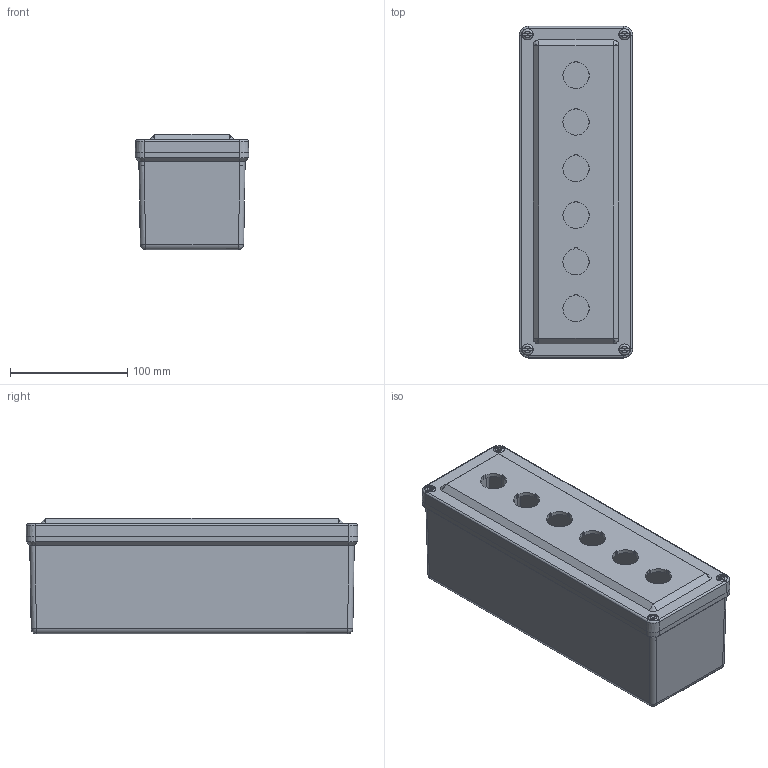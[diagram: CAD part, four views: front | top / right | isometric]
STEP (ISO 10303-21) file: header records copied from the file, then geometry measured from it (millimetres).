
FILE_DESCRIPTION(/* description */ (''),/* implementation_level */ '2;1');
FILE_NAME(/* name */ 'HW-N4X6PB-22.stp',/* time_stamp */ '2014-03-12T10:47:13-05:00',/* author */ ('tburkle'),/* organization */ (''),/* preprocessor_version */ 'ST-DEVELOPER v15.2',/* originating_system */ 'Autodesk Inventor 2014',/* authorisation */ '');
FILE_SCHEMA (('AUTOMOTIVE_DESIGN { 1 0 10303 214 3 1 1 }'));
Length unit declared in the file: inch
Products named in the file (7): 10-24 X 0.4375 DP BRASS INSERT; 10-24x0.75L  combo screw; WPCF1144 BOX; WPCF1144 GASKET; WPCF6PB22 CVR; WPN6U22; CF6PB22_STP
Bounding box: 96.84 x 282.57 x 98.42 mm (x, y, z)
Volume: 473373.5 mm3; surface area: 258977.3 mm2
Topology: 11 solids, 11 shells, 427 faces, 1096 edges, 700 vertices
Faces by surface type: plane 219, cylinder 116, cone 52, torus 28, bspline 12
Full cylindrical faces by diameter (mm): 3.683 x4, 4.496 x4, 4.826 x4, 5.537 x4, 5.556 x8, 9.423 x4, 9.525 x4
Entity records: 11037 total; most frequent: CARTESIAN_POINT 2450, DIRECTION 1860, ORIENTED_EDGE 1680, EDGE_CURVE 840, AXIS2_PLACEMENT_3D 692, VERTEX_POINT 552, LINE 476, VECTOR 476
